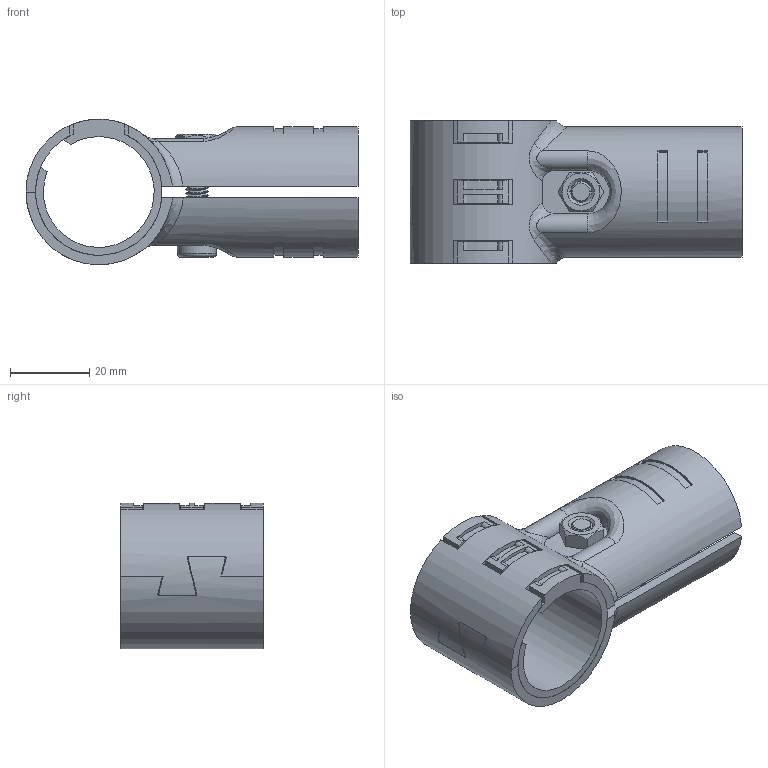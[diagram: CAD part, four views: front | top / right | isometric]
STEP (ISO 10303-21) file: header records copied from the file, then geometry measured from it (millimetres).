
FILE_DESCRIPTION (( 'STEP AP214' ), '1' );
FILE_NAME ('Ñáîðêà5.STEP', '2023-11-09T06:54:34', ( '' ), ( '' ), 'SwSTEP 2.0', 'SolidWorks 2022', '' );
FILE_SCHEMA (( 'AUTOMOTIVE_DESIGN' ));
Length unit declared in the file: millimetre
Products named in the file (2): Сборка5; B304 Соединитель трубный, Ф28, 10B_00
Assembly tree (1 placements, depth 2):
  Сборка5
    B304 Соединитель трубный, Ф28, 10B_00
Bounding box: 83.9 x 36 x 36.8 mm (x, y, z)
Volume: 26497.2 mm3; surface area: 25639 mm2
Topology: 5 solids, 5 shells, 296 faces, 772 edges, 498 vertices
Faces by surface type: cylinder 123, plane 110, bspline 32, torus 18, cone 9, sphere 4
Entity records: 21980 total; most frequent: CARTESIAN_POINT 11834, ORIENTED_EDGE 1544, DIRECTION 1219, EDGE_CURVE 772, VERTEX_POINT 498, AXIS2_PLACEMENT_3D 452, EDGE_LOOP 316, VECTOR 315
